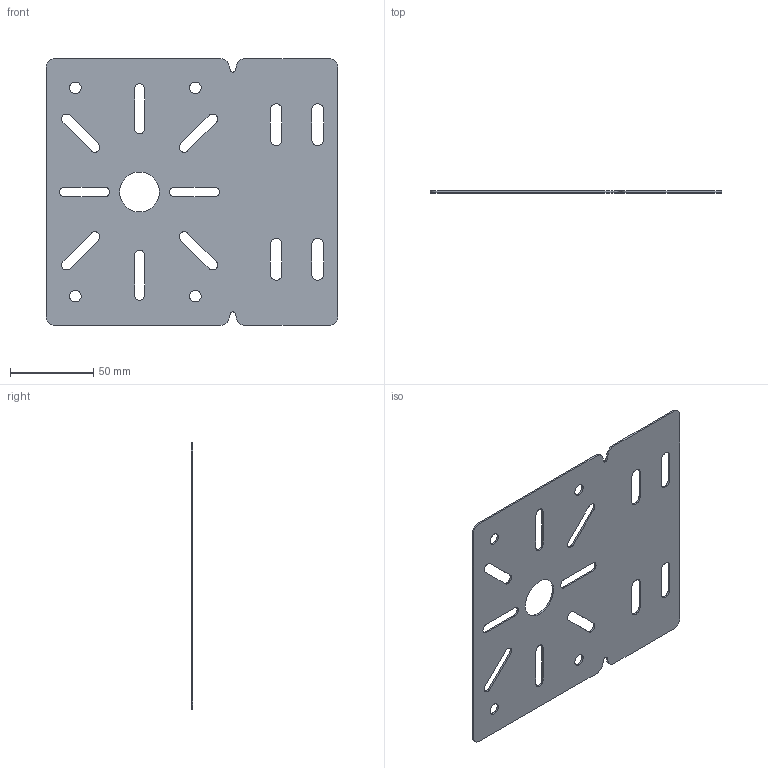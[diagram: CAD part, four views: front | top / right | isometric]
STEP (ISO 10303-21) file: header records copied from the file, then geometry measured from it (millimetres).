
FILE_DESCRIPTION(/* description */ (''),/* implementation_level */ '2;1');
FILE_NAME(/* name */ '250000 PM.ipt.stp',/* time_stamp */ '2023-05-18T12:10:06+03:00',/* author */ ('Man88'),/* organization */ (''),/* preprocessor_version */ 'ST-DEVELOPER v19.2',/* originating_system */ 'Autodesk Inventor 2023',/* authorisation */ '');
FILE_SCHEMA (('AUTOMOTIVE_DESIGN { 1 0 10303 214 3 1 1 }'));
Length unit declared in the file: millimetre
Products named in the file (1): Пластина монтажная,
 PM
Bounding box: 175 x 1 x 160 mm (x, y, z)
Volume: 25254.7 mm3; surface area: 52119.6 mm2
Topology: 1 solids, 1 shells, 75 faces, 219 edges, 146 vertices
Faces by surface type: cylinder 39, plane 36
Full cylindrical faces by diameter (mm): 7 x4, 24 x1
Entity records: 2623 total; most frequent: DIRECTION 449, CARTESIAN_POINT 441, ORIENTED_EDGE 438, EDGE_CURVE 219, AXIS2_PLACEMENT_3D 154, VERTEX_POINT 146, LINE 141, VECTOR 141
